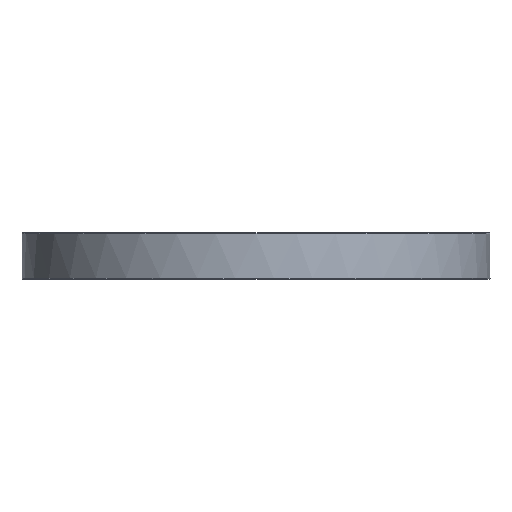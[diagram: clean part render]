
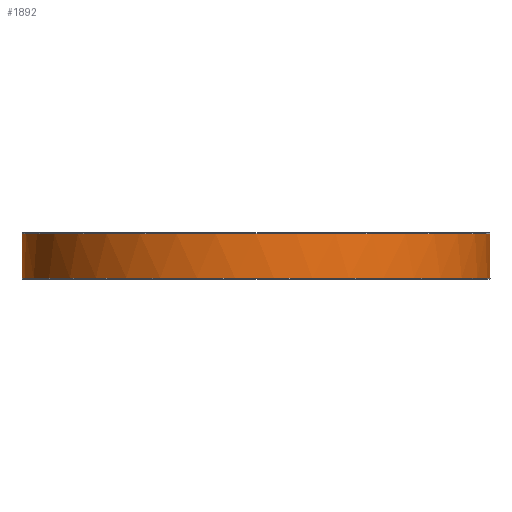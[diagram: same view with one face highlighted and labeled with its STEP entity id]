
A CAD part, front view. The second image highlights one B-rep face of the part: STEP entity #1892.
In plain terms, the highlighted cylindrical face has radius 126.5 mm (diameter 253 mm), a full revolution.
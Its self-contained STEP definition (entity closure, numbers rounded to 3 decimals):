
#515=CARTESIAN_POINT('',(126.489,-1.658,24.5));
#516=VERTEX_POINT('',#515);
#532=CARTESIAN_POINT('',(126.489,1.658,24.5));
#533=VERTEX_POINT('',#532);
#534=CARTESIAN_POINT('',(126.489,1.658,24.5));
#535=CARTESIAN_POINT('',(126.493,1.397,24.327));
#536=CARTESIAN_POINT('',(126.496,1.103,24.192));
#537=CARTESIAN_POINT('',(126.497,0.799,24.108));
#538=CARTESIAN_POINT('',(126.499,0.592,24.051));
#539=CARTESIAN_POINT('',(126.5,0.38,24.017));
#540=CARTESIAN_POINT('',(126.5,0.173,24.005));
#541=CARTESIAN_POINT('',(126.5,-0.003,23.995));
#542=CARTESIAN_POINT('',(126.5,-0.175,24.));
#543=CARTESIAN_POINT('',(126.5,-0.353,24.021));
#544=CARTESIAN_POINT('',(126.498,-0.747,24.068));
#545=CARTESIAN_POINT('',(126.495,-1.148,24.199));
#546=CARTESIAN_POINT('',(126.491,-1.499,24.401));
#547=CARTESIAN_POINT('',(126.49,-1.553,24.433));
#548=CARTESIAN_POINT('',(126.49,-1.606,24.466));
#549=CARTESIAN_POINT('',(126.489,-1.658,24.5));
#550=B_SPLINE_CURVE_WITH_KNOTS('',3,(#534,#535,#536,#537,#538,#539,#540,#541,#542,#543,#544,#545,#546,#547,#548,#549),.UNSPECIFIED.,.F.,.U.,(4,3,3,3,3,4),(1.188,1.278,1.339,1.391,1.506,1.524),.UNSPECIFIED.);
#551=EDGE_CURVE('',#533,#516,#550,.T.);
#832=CARTESIAN_POINT('',(-126.489,1.658,24.5));
#833=VERTEX_POINT('',#832);
#834=CARTESIAN_POINT('',(0.0,0.0,24.5));
#835=DIRECTION('',(0.0,0.0,1.0));
#836=DIRECTION('',(-1.0,0.0,0.0));
#837=AXIS2_PLACEMENT_3D('',#834,#835,#836);
#838=CIRCLE('',#837,126.5);
#839=EDGE_CURVE('',#533,#833,#838,.T.);
#867=CARTESIAN_POINT('',(-126.489,-1.658,24.5));
#868=VERTEX_POINT('',#867);
#869=CARTESIAN_POINT('',(-126.489,-1.658,24.5));
#870=CARTESIAN_POINT('',(-126.494,-1.323,24.278));
#871=CARTESIAN_POINT('',(-126.497,-0.932,24.12));
#872=CARTESIAN_POINT('',(-126.499,-0.538,24.049));
#873=CARTESIAN_POINT('',(-126.5,-0.363,24.017));
#874=CARTESIAN_POINT('',(-126.5,-0.188,24.001));
#875=CARTESIAN_POINT('',(-126.5,-0.018,24.));
#876=CARTESIAN_POINT('',(-126.5,0.156,23.999));
#877=CARTESIAN_POINT('',(-126.5,0.334,24.013));
#878=CARTESIAN_POINT('',(-126.499,0.513,24.044));
#879=CARTESIAN_POINT('',(-126.497,0.916,24.114));
#880=CARTESIAN_POINT('',(-126.494,1.316,24.273));
#881=CARTESIAN_POINT('',(-126.489,1.658,24.5));
#882=B_SPLINE_CURVE_WITH_KNOTS('',3,(#869,#870,#871,#872,#873,#874,#875,#876,#877,#878,#879,#880,#881),.UNSPECIFIED.,.F.,.U.,(4,3,3,3,4),(0.284,0.399,0.45,0.502,0.62),.UNSPECIFIED.);
#883=EDGE_CURVE('',#868,#833,#882,.T.);
#1857=CARTESIAN_POINT('',(126.5,0.,0.5));
#1858=VERTEX_POINT('',#1857);
#1859=CARTESIAN_POINT('',(0.0,0.0,0.5));
#1860=DIRECTION('',(0.0,0.0,-1.0));
#1861=DIRECTION('',(-1.0,0.0,0.0));
#1862=AXIS2_PLACEMENT_3D('',#1859,#1860,#1861);
#1863=CIRCLE('',#1862,126.5);
#1864=EDGE_CURVE('',#1858,#1858,#1863,.T.);
#1872=CARTESIAN_POINT('',(0.0,0.0,0.0));
#1873=DIRECTION('',(0.0,0.0,1.0));
#1874=DIRECTION('',(-1.0,0.0,0.0));
#1875=AXIS2_PLACEMENT_3D('',#1872,#1873,#1874);
#1876=CYLINDRICAL_SURFACE('',#1875,126.5);
#1877=ORIENTED_EDGE('',*,*,#551,.T.);
#1878=CARTESIAN_POINT('',(0.0,0.0,24.5));
#1879=DIRECTION('',(0.0,0.0,1.0));
#1880=DIRECTION('',(-1.0,0.0,0.0));
#1881=AXIS2_PLACEMENT_3D('',#1878,#1879,#1880);
#1882=CIRCLE('',#1881,126.5);
#1883=EDGE_CURVE('',#868,#516,#1882,.T.);
#1884=ORIENTED_EDGE('',*,*,#1883,.F.);
#1885=ORIENTED_EDGE('',*,*,#883,.T.);
#1886=ORIENTED_EDGE('',*,*,#839,.F.);
#1887=EDGE_LOOP('',(#1877,#1884,#1885,#1886));
#1888=FACE_OUTER_BOUND('',#1887,.T.);
#1889=ORIENTED_EDGE('',*,*,#1864,.F.);
#1890=EDGE_LOOP('',(#1889));
#1891=FACE_BOUND('',#1890,.T.);
#1892=ADVANCED_FACE('',(#1888,#1891),#1876,.T.);
